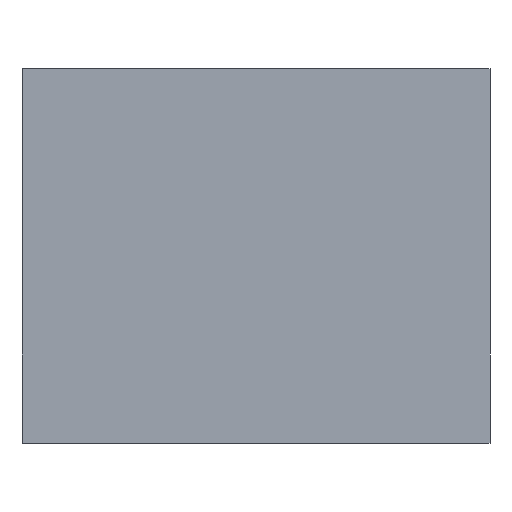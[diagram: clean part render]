
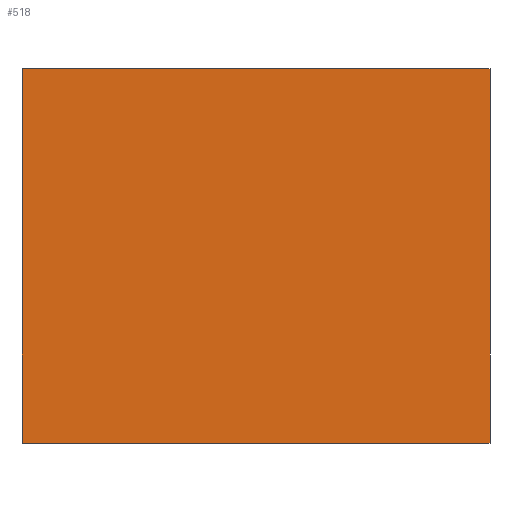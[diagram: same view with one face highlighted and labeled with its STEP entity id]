
A CAD part, top view. The second image highlights one B-rep face of the part: STEP entity #518.
In plain terms, the highlighted planar face has unit normal (0, 0, 1).
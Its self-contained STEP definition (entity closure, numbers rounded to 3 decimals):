
#361=CARTESIAN_POINT('',(2.024,0.481,0.9));
#362=VERTEX_POINT('',#361);
#369=CARTESIAN_POINT('',(2.024,3.281,0.9));
#370=VERTEX_POINT('',#369);
#371=CARTESIAN_POINT('',(2.024,0.481,0.9));
#372=DIRECTION('',(0.0,1.0,0.0));
#373=VECTOR('',#372,2.8);
#374=LINE('',#371,#373);
#375=EDGE_CURVE('',#362,#370,#374,.T.);
#443=CARTESIAN_POINT('',(5.524,3.281,0.9));
#444=VERTEX_POINT('',#443);
#445=CARTESIAN_POINT('',(2.024,3.281,0.9));
#446=DIRECTION('',(1.0,0.0,0.0));
#447=VECTOR('',#446,3.5);
#448=LINE('',#445,#447);
#449=EDGE_CURVE('',#370,#444,#448,.T.);
#470=CARTESIAN_POINT('',(5.524,0.481,0.9));
#471=VERTEX_POINT('',#470);
#472=CARTESIAN_POINT('',(5.524,3.281,0.9));
#473=DIRECTION('',(0.0,-1.0,0.0));
#474=VECTOR('',#473,2.8);
#475=LINE('',#472,#474);
#476=EDGE_CURVE('',#444,#471,#475,.T.);
#495=CARTESIAN_POINT('',(5.524,0.481,0.9));
#496=DIRECTION('',(-1.0,0.0,0.0));
#497=VECTOR('',#496,3.5);
#498=LINE('',#495,#497);
#499=EDGE_CURVE('',#471,#362,#498,.T.);
#507=CARTESIAN_POINT('',(3.774,1.881,0.9));
#508=DIRECTION('',(0.0,0.0,1.0));
#509=DIRECTION('',(1.0,0.0,0.0));
#510=AXIS2_PLACEMENT_3D('',#507,#508,#509);
#511=PLANE('',#510);
#512=ORIENTED_EDGE('',*,*,#375,.F.);
#513=ORIENTED_EDGE('',*,*,#499,.F.);
#514=ORIENTED_EDGE('',*,*,#476,.F.);
#515=ORIENTED_EDGE('',*,*,#449,.F.);
#516=EDGE_LOOP('',(#512,#513,#514,#515));
#517=FACE_OUTER_BOUND('',#516,.T.);
#518=ADVANCED_FACE('',(#517),#511,.T.);
